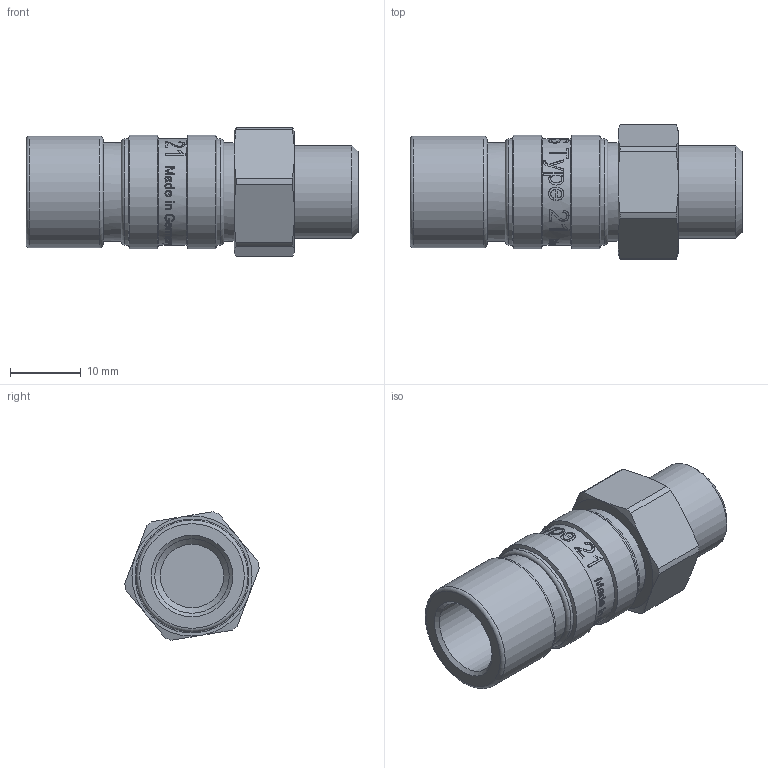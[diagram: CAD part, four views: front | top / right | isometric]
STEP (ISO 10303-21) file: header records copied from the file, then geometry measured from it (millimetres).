
FILE_DESCRIPTION((''),'2;1');
FILE_NAME('21kaaw13mpx0.stp','2016-06-09T10:06:53',('AS035480'),(''),'Autodesk Inventor 2013','Autodesk Inventor 2013','');
FILE_SCHEMA(('AUTOMOTIVE_DESIGN { 1 0 10303 214 1 1 1 1 }'));
Length unit declared in the file: millimetre
Products named in the file (1): 21kaaw13mpx0
Bounding box: 46.99 x 19.02 x 18.2 mm (x, y, z)
Volume: 7637.5 mm3; surface area: 4457.8 mm2
Topology: 1 solids, 3 shells, 434 faces, 1139 edges, 754 vertices
Faces by surface type: bspline 178, plane 162, cylinder 62, cone 28, torus 4
Full cylindrical faces by diameter (mm): 10.55 x1, 11.4 x1, 11.46 x1, 12 x1, 12.15 x1, 13.157 x1, 14 x4, 15.1 x3, 15.8 x1, 16.15 x2
Entity records: 64055 total; most frequent: CARTESIAN_POINT 54138, ORIENTED_EDGE 2168, DIRECTION 1488, EDGE_CURVE 1084, VERTEX_POINT 737, EDGE_LOOP 517, AXIS2_PLACEMENT_3D 503, VECTOR 482
